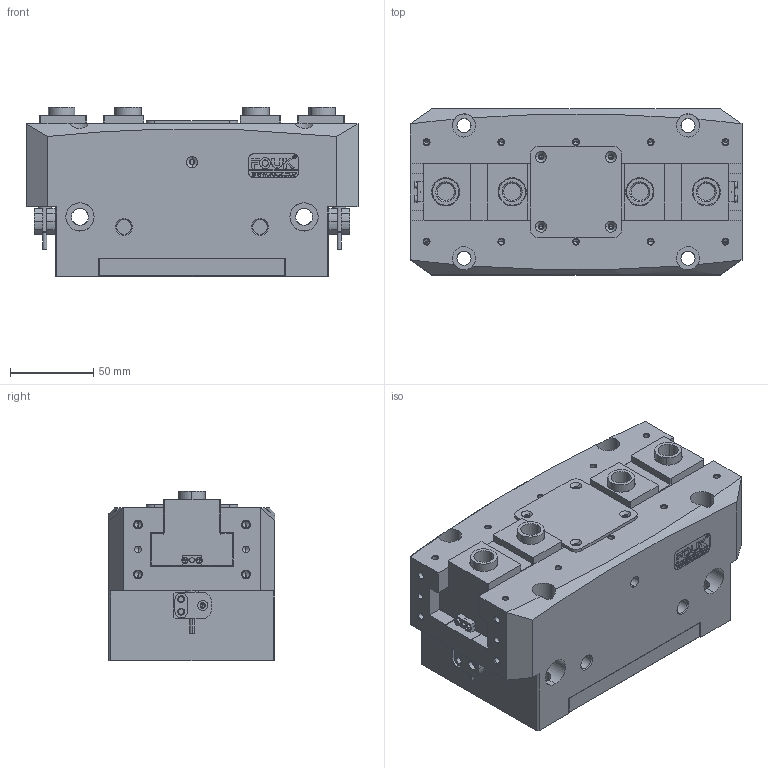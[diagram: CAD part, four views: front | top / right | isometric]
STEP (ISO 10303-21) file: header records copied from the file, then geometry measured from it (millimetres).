
FILE_DESCRIPTION (( 'STEP AP203' ), '1' );
FILE_NAME ('TR102-200.STEP', '2024-11-19T05:47:42', ( 'USER-' ), ( 'Microsoft' ), 'SwSTEP 2.0', 'SolidWorks 2018', '' );
FILE_SCHEMA (( 'CONFIG_CONTROL_DESIGN' ));
Length unit declared in the file: millimetre
Products named in the file (12): 埴翐芛_GB_FASTENER_SCREWS_HSHCS M2X8-N; 揤輸杅耀.sldasm-Part-9; 羲壽標釱B; TR200 中位盖板(默认); TR200猾裔-耀倰; 30x14-R3; TR102-200; 揤輸蚾饜极; TR102 -200 杅耀.sldasm-Part-11; TR102-200-M-01-A 褲极; 8-30 換覜ん; TR200賑輸-耀倰
Assembly tree (19 placements, depth 3):
  TR102-200
    TR102-200-M-01-A 褲极
    TR200賑輸-耀倰  x2
    TR200 中位盖板(默认)
    TR200猾裔-耀倰
    揤輸蚾饜极  x2
      揤輸杅耀.sldasm-Part-9
      埴翐芛_GB_FASTENER_SCREWS_HSHCS M2X8-N
    TR102 -200 杅耀.sldasm-Part-11  x4
    30x14-R3
    羲壽標釱B  x2
    8-30 換覜ん  x2
Bounding box: 200 x 100 x 102 mm (x, y, z)
Volume: 1602208.7 mm3; surface area: 220414.5 mm2
Topology: 20 solids, 26 shells, 1271 faces, 3279 edges, 2064 vertices
Faces by surface type: plane 563, cylinder 341, cone 204, bspline 155, torus 8
Entity records: 38842 total; most frequent: CARTESIAN_POINT 12760, ORIENTED_EDGE 5280, DIRECTION 4734, EDGE_CURVE 2640, VERTEX_POINT 1711, VECTOR 1616, LINE 1616, AXIS2_PLACEMENT_3D 1559
